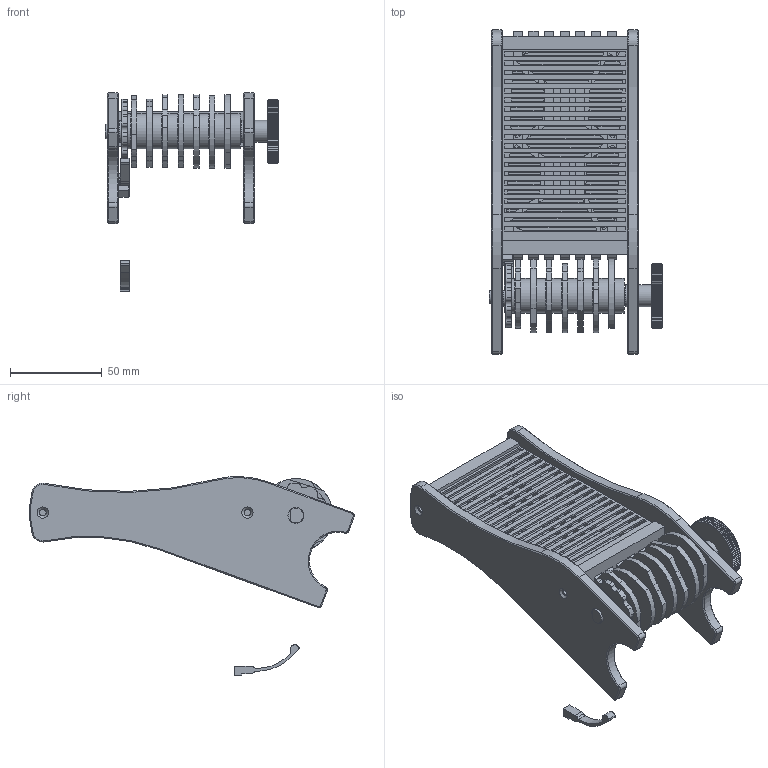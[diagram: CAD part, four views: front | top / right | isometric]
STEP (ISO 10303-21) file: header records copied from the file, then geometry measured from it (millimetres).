
FILE_DESCRIPTION(/* description */ (''),/* implementation_level */ '2;1');
FILE_NAME(/* name */ 'SegDisplayModel.step',/* time_stamp */ '2024-08-20T16:30:15-07:00',/* author */ (''),/* organization */ (''),/* preprocessor_version */ 'ST-DEVELOPER v20',/* originating_system */ 'Autodesk Translation Framework v13.14.0.145',/* authorisation */ '');
FILE_SCHEMA (('AUTOMOTIVE_DESIGN { 1 0 10303 214 3 1 1 }'));
Products named in the file (12): SegDisplayModel; Cams; Frame; knob; JackA; JackD; JackE; JackG; JackF; JackC; JackB; Click
Assembly tree (11 placements, depth 2):
  SegDisplayModel
    Cams
    Frame
    knob
    JackA
    JackD
    JackE
    JackG
    JackF
    JackC
    JackB
    Click
Bounding box: 94.22 x 176.48 x 108.06 mm (x, y, z)
Volume: 190527.9 mm3; surface area: 145523.4 mm2
Topology: 32 solids, 32 shells, 1871 faces, 4838 edges, 3077 vertices
Faces by surface type: plane 1214, bspline 255, cone 229, cylinder 172, torus 1
Full cylindrical faces by diameter (mm): 3 x1, 3.66 x13, 8.66 x2, 12 x2, 19 x8
Entity records: 58862 total; most frequent: CARTESIAN_POINT 15591, ORIENTED_EDGE 9676, DIRECTION 7656, EDGE_CURVE 4838, LINE 3196, VECTOR 3196, VERTEX_POINT 3077, AXIS2_PLACEMENT_3D 2230
